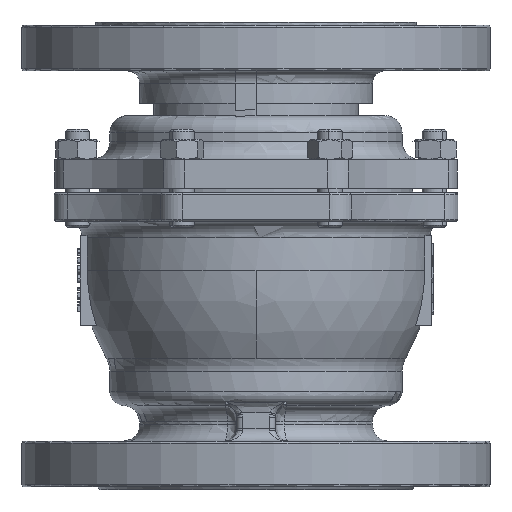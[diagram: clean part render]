
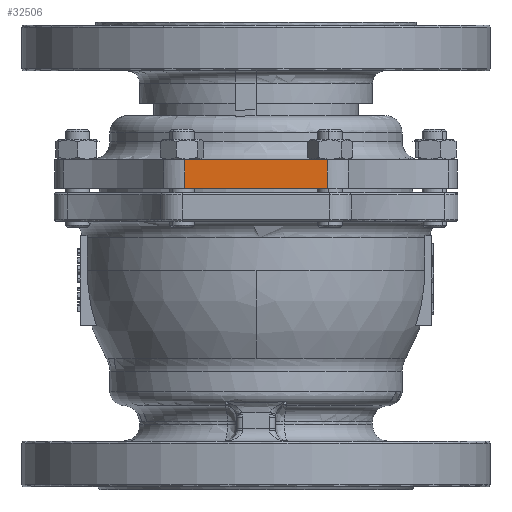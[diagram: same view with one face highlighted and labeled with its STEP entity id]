
A CAD part, front view. The second image highlights one B-rep face of the part: STEP entity #32506.
In plain terms, the highlighted planar face has unit normal (0, -1, 0).
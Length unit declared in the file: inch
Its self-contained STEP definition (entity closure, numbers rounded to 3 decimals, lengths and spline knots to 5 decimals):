
#618 = ORIENTED_EDGE ( 'NONE', *, *, #57864, .T. ) ;
#919 = CARTESIAN_POINT ( 'NONE',  ( -1.36984, -3.87795, 1.8937 ) ) ;
#2862 = PLANE ( 'NONE',  #44025 ) ;
#6036 = ORIENTED_EDGE ( 'NONE', *, *, #42475, .T. ) ;
#6448 = ORIENTED_EDGE ( 'NONE', *, *, #9683, .T. ) ;
#7305 = FACE_OUTER_BOUND ( 'NONE', #21553, .T. ) ;
#7872 = CARTESIAN_POINT ( 'NONE',  ( 1.36984, -3.87795, 12.86221 ) ) ;
#8629 = CARTESIAN_POINT ( 'NONE',  ( 1.36984, -3.87795, 1.8937 ) ) ;
#9683 = EDGE_CURVE ( 'NONE', #20599, #34244, #12538, .T. ) ;
#9994 = CARTESIAN_POINT ( 'NONE',  ( -1.36984, -3.87795, 1.8937 ) ) ;
#12538 = B_SPLINE_CURVE_WITH_KNOTS ( 'NONE', 3,
 ( #44620, #22732, #13513, #49042 ),
 .UNSPECIFIED., .F., .F.,
 ( 4, 4 ),
 ( 0., 1. ),
 .UNSPECIFIED. ) ;
#12927 = CARTESIAN_POINT ( 'NONE',  ( -1.36984, -3.87795, 1.34252 ) ) ;
#13513 = CARTESIAN_POINT ( 'NONE',  ( 1.36984, -3.87795, 1.70997 ) ) ;
#17435 = CARTESIAN_POINT ( 'NONE',  ( -0.45661, -3.87795, 1.34252 ) ) ;
#17891 = CARTESIAN_POINT ( 'NONE',  ( -1.36984, -3.87795, 1.8937 ) ) ;
#20599 = VERTEX_POINT ( 'NONE', #27035 ) ;
#21553 = EDGE_LOOP ( 'NONE', ( #6036, #6448, #618, #46384 ) ) ;
#22346 = CARTESIAN_POINT ( 'NONE',  ( 0.45661, -3.87795, 1.8937 ) ) ;
#22732 = CARTESIAN_POINT ( 'NONE',  ( 1.36984, -3.87795, 1.52625 ) ) ;
#23794 = VERTEX_POINT ( 'NONE', #919 ) ;
#27035 = CARTESIAN_POINT ( 'NONE',  ( 1.36984, -3.87795, 1.34252 ) ) ;
#29021 = CARTESIAN_POINT ( 'NONE',  ( -1.36984, -3.87795, 1.34252 ) ) ;
#32506 = ADVANCED_FACE ( 'NONE', ( #7305 ), #2862, .T. ) ;
#34244 = VERTEX_POINT ( 'NONE', #38797 ) ;
#34816 = B_SPLINE_CURVE_WITH_KNOTS ( 'NONE', 3,
 ( #8629, #22346, #40354, #17891 ),
 .UNSPECIFIED., .F., .F.,
 ( 4, 4 ),
 ( 0., 1. ),
 .UNSPECIFIED. ) ;
#35743 = CARTESIAN_POINT ( 'NONE',  ( 0.45661, -3.87795, 1.34252 ) ) ;
#38797 = CARTESIAN_POINT ( 'NONE',  ( 1.36984, -3.87795, 1.8937 ) ) ;
#40354 = CARTESIAN_POINT ( 'NONE',  ( -0.45661, -3.87795, 1.8937 ) ) ;
#42475 = EDGE_CURVE ( 'NONE', #48511, #20599, #44103, .T. ) ;
#44025 = AXIS2_PLACEMENT_3D ( 'NONE', #7872, #57626, #48786 ) ;
#44103 = B_SPLINE_CURVE_WITH_KNOTS ( 'NONE', 3,
 ( #49074, #17435, #35743, #52916 ),
 .UNSPECIFIED., .F., .F.,
 ( 4, 4 ),
 ( 0., 1. ),
 .UNSPECIFIED. ) ;
#44620 = CARTESIAN_POINT ( 'NONE',  ( 1.36984, -3.87795, 1.34252 ) ) ;
#46384 = ORIENTED_EDGE ( 'NONE', *, *, #48351, .F. ) ;
#46428 = CARTESIAN_POINT ( 'NONE',  ( -1.36984, -3.87795, 1.70997 ) ) ;
#47034 = CARTESIAN_POINT ( 'NONE',  ( -1.36984, -3.87795, 1.52625 ) ) ;
#48351 = EDGE_CURVE ( 'NONE', #48511, #23794, #52023, .T. ) ;
#48511 = VERTEX_POINT ( 'NONE', #12927 ) ;
#48786 = DIRECTION ( 'NONE',  ( -1., 0., 0. ) ) ;
#49042 = CARTESIAN_POINT ( 'NONE',  ( 1.36984, -3.87795, 1.8937 ) ) ;
#49074 = CARTESIAN_POINT ( 'NONE',  ( -1.36984, -3.87795, 1.34252 ) ) ;
#52023 = B_SPLINE_CURVE_WITH_KNOTS ( 'NONE', 3,
 ( #29021, #47034, #46428, #9994 ),
 .UNSPECIFIED., .F., .F.,
 ( 4, 4 ),
 ( 0., 1. ),
 .UNSPECIFIED. ) ;
#52916 = CARTESIAN_POINT ( 'NONE',  ( 1.36984, -3.87795, 1.34252 ) ) ;
#57626 = DIRECTION ( 'NONE',  ( 0., -1., 0. ) ) ;
#57864 = EDGE_CURVE ( 'NONE', #34244, #23794, #34816, .T. ) ;
